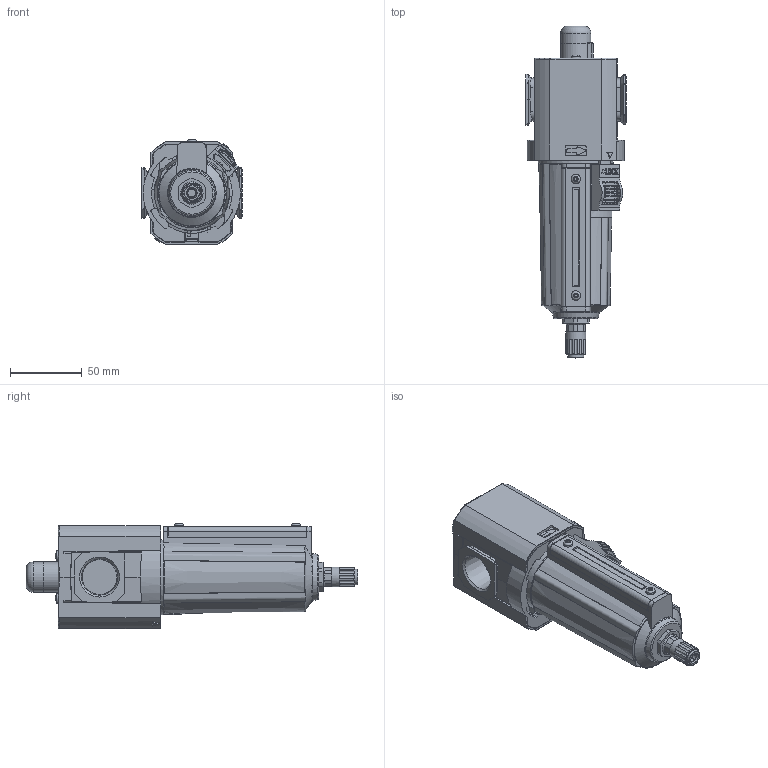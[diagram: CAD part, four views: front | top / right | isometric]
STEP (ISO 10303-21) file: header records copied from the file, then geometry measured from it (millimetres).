
FILE_DESCRIPTION( ( 'STEP AP214' ), '1' );
FILE_NAME( 'F84C-6AD-AD0(0).stp', '2019-03-03T03:33:00', ( '' ), ( '' ), ' ', 'PARTsolutions', ' ' );
FILE_SCHEMA( ( 'AUTOMOTIVE_DESIGN { 1 0 10303 214 1 1 1 1 }' ) );
Length unit declared in the file: millimetre
Products named in the file (10): F84C-6AD-AD0(0); _840001-6-A-F84C; _840036-84_F84C; _840092-89; _840003-52_F84C_B; _840003-54_F84C_D; _840003-52_F84C_S; _5797-60-72; _5797-60-72_L; _5797-60-72_S
Assembly tree (10 placements, depth 2):
  F84C-6AD-AD0(0)
    _840001-6-A-F84C
    _840036-84_F84C
    _840092-89
    _840003-52_F84C_B
    _840003-54_F84C_D
    _840003-52_F84C_S
    _5797-60-72
    _5797-60-72_L
    _5797-60-72_S  x2
Bounding box: 70.25 x 232.12 x 73.46 mm (x, y, z)
Volume: 478151.9 mm3; surface area: 113563 mm2
Topology: 10 solids, 10 shells, 1224 faces, 3280 edges, 2148 vertices
Faces by surface type: plane 603, cylinder 444, cone 84, torus 72, bspline 19, sphere 2
Full cylindrical faces by diameter (mm): 2 x2, 2.85 x2, 4 x2, 4.134 x2, 4.5 x2, 5.4 x2, 5.6 x1, 6.24 x1, 6.6 x2, 7 x2, 10.146 x1, 11 x1, 13.9 x1, 15.67 x2, 16.075 x1, 19.7 x1, 21.2 x1, 23.04 x1, 24.609 x1, 25.4 x2, 38.7 x1, 49.6 x1, 49.75 x1, 51.25 x1, 52.5 x2, 53.9 x1, 62.5 x1
Entity records: 48237 total; most frequent: CARTESIAN_POINT 9561, ORIENTED_EDGE 6084, DIRECTION 5984, EDGE_CURVE 3042, AXIS2_PLACEMENT_3D 2217, VERTEX_POINT 2055, LINE 1550, VECTOR 1550
